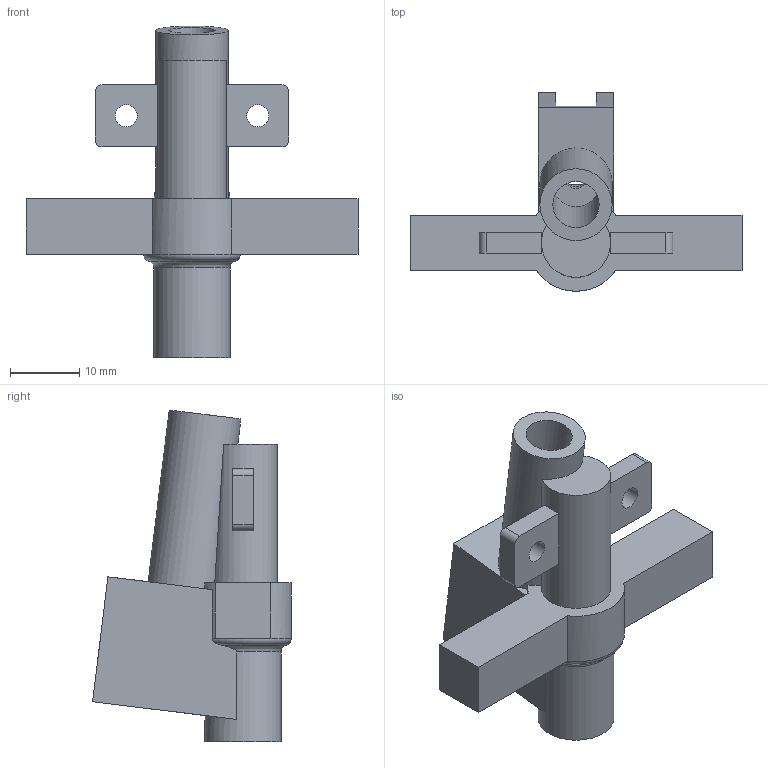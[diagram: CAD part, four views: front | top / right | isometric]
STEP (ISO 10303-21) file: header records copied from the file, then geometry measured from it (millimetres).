
FILE_DESCRIPTION(/* description */ (''),/* implementation_level */ '2;1');
FILE_NAME(/* name */ 'platinum_silver_electrode v9 -only_plastic_for_printing.step',/* time_stamp */ '2024-09-30T10:35:55+02:00',/* author */ (''),/* organization */ (''),/* preprocessor_version */ 'ST-DEVELOPER v20',/* originating_system */ 'Autodesk Translation Framework v13.20.0.188',/* authorisation */ '');
FILE_SCHEMA (('AUTOMOTIVE_DESIGN { 1 0 10303 214 3 1 1 }'));
Length unit declared in the file: millimetre
Products named in the file (1): platinum_silver_electrode
Bounding box: 48 x 28.75 x 47.97 mm (x, y, z)
Volume: 8888.1 mm3; surface area: 6207.6 mm2
Topology: 3 solids, 3 shells, 59 faces, 153 edges, 102 vertices
Faces by surface type: plane 43, cylinder 13, torus 2, cone 1
Full cylindrical faces by diameter (mm): 3.2 x2, 3.4 x1, 6.7 x1, 10.45 x1, 11 x1
Entity records: 1911 total; most frequent: CARTESIAN_POINT 373, ORIENTED_EDGE 310, DIRECTION 310, EDGE_CURVE 155, VERTEX_POINT 106, LINE 104, VECTOR 104, AXIS2_PLACEMENT_3D 103
